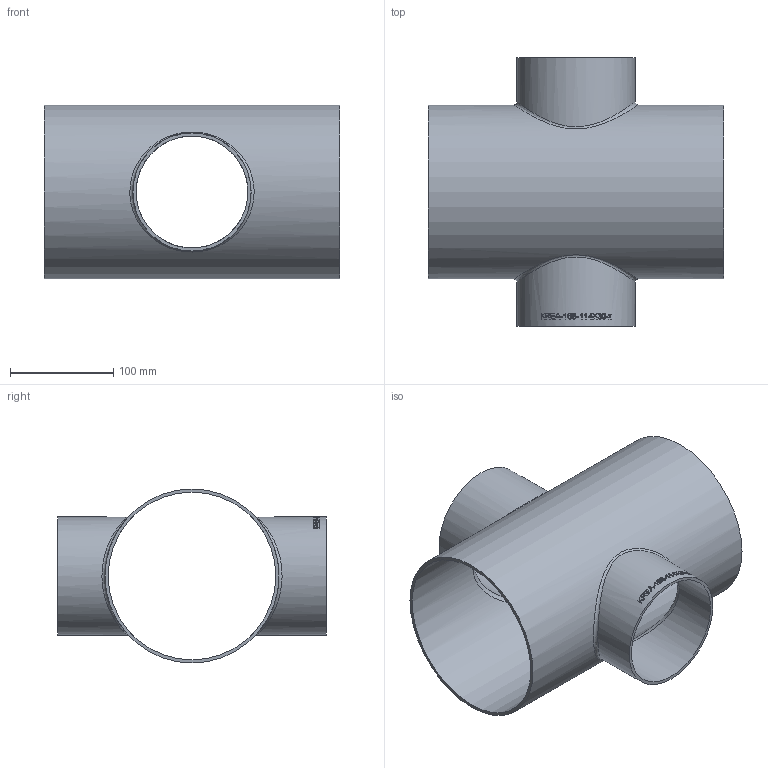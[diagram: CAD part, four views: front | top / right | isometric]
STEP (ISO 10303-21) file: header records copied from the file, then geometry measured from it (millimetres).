
FILE_DESCRIPTION (( 'STEP AP214' ), '1' );
FILE_NAME ('KREA-168-114X30-x Kreuz-Stück reduziert 2005.STEP', '2020-05-13T07:57:50', ( '' ), ( '' ), 'SwSTEP 2.0', 'SolidWorks 2019', '' );
FILE_SCHEMA (( 'AUTOMOTIVE_DESIGN' ));
Length unit declared in the file: millimetre
Products named in the file (1): KREA-168-114X30-x Kreuz-Stück reduziert 2005
Bounding box: 286 x 260 x 168.3 mm (x, y, z)
Volume: 501761.2 mm3; surface area: 340000.4 mm2
Topology: 1 solids, 1 shells, 231 faces, 611 edges, 408 vertices
Faces by surface type: bspline 117, plane 84, cylinder 30
Full cylindrical faces by diameter (mm): 108.3 x2, 114.3 x2, 162.3 x1, 168.3 x1
Entity records: 27303 total; most frequent: CARTESIAN_POINT 20280, ORIENTED_EDGE 1190, EDGE_CURVE 595, DIRECTION 553, VERTEX_POINT 402, B_SPLINE_CURVE_WITH_KNOTS 374, EDGE_LOOP 273, FACE_OUTER_BOUND 241
